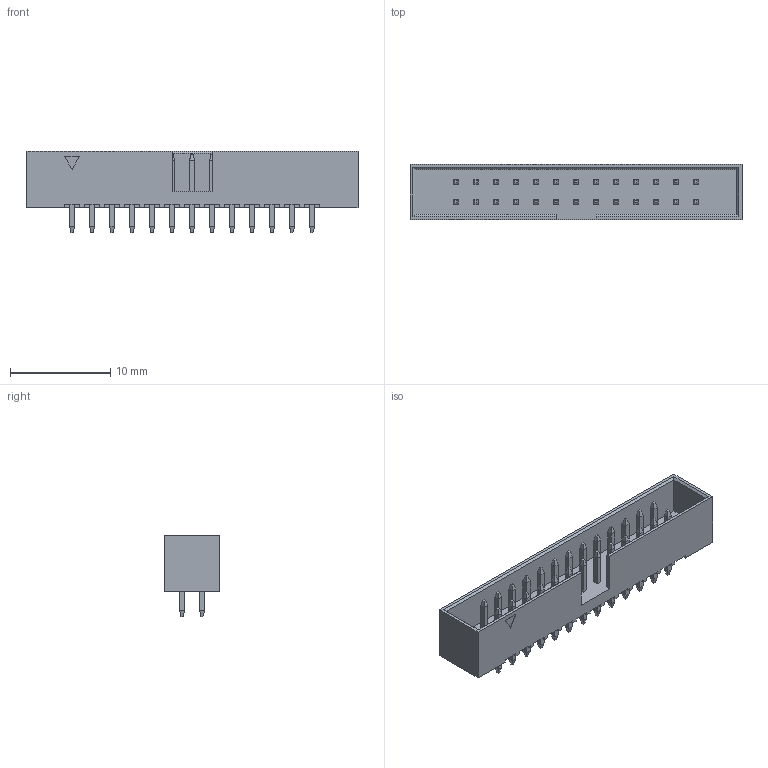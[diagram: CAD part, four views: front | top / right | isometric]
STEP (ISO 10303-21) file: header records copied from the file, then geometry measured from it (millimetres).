
FILE_DESCRIPTION(/* description */ ('Unknown'),/* implementation_level */ '2;1');
FILE_NAME(/* name */ '62502621621',/* time_stamp */ '2018-10-31T14:48:02+01:00',/* author */ ('Unknown'),/* organization */ ('Unknown'),/* preprocessor_version */ 'ST-DEVELOPER v16.7',/* originating_system */ 'DEX',/* authorisation */ $);
FILE_SCHEMA (('AUTOMOTIVE_DESIGN {1 0 10303 214 3 1 1}'));
Length unit declared in the file: millimetre
Products named in the file (3): 6250xx21621; 62502621621; 6250xx21621_PIN
Assembly tree (27 placements, depth 2):
  6250xx21621
    62502621621
    6250xx21621_PIN  x26
Bounding box: 33.2 x 5.5 x 8.1 mm (x, y, z)
Volume: 442.5 mm3; surface area: 1539.2 mm2
Topology: 27 solids, 27 shells, 647 faces, 1564 edges, 972 vertices
Faces by surface type: plane 647
Entity records: 9962 total; most frequent: CARTESIAN_POINT 1761, ORIENTED_EDGE 1728, DIRECTION 1514, EDGE_CURVE 864, LINE 864, VECTOR 864, VERTEX_POINT 572, EDGE_LOOP 350
